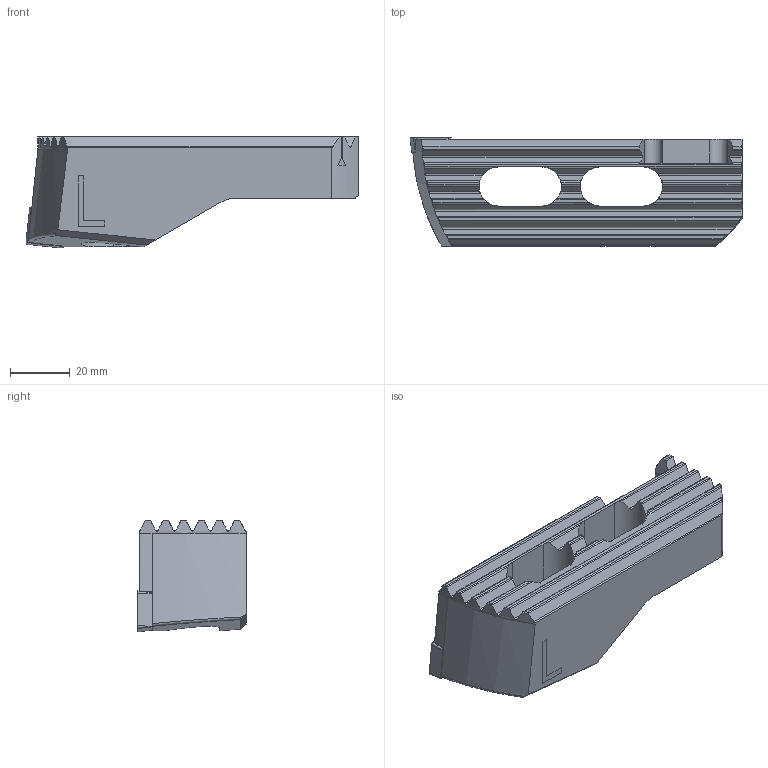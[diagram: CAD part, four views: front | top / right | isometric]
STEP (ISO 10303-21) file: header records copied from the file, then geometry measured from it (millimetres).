
FILE_DESCRIPTION(('no description'),'unknown implementation level');
FILE_NAME('2428468B-0623-406C-BE30-2723A08ED72E_export.stp',' ',('CIMSOURCE GmbH'),('CADClick - KiM GmbH - www.kimweb.de'),'unknown preprocess','ACIS','unknown authorization');
FILE_SCHEMA(('automotive_design'));
Length unit declared in the file: millimetre
Products named in the file (3): 639.182 Kaiser 148-176 SW148 SC12 L|694.150 Kaiser ETL M5 X 13,3 T20 IP 10S;Kreismuster1; 639.182 Kaiser 148-176 SW148 SC12 L|639.182 Kaiser 148-176 SW148 SC12 L;RSS Marke; 639.182 Kaiser 148-176 SW148 SC12 L|654.350 Kaiser SCMT 120408 P20C;Kombinieren1
Bounding box: 111.5 x 36.36 x 37.6 mm (x, y, z)
Volume: 71484.8 mm3; surface area: 20581.8 mm2
Topology: 3 solids, 3 shells, 223 faces, 613 edges, 397 vertices
Faces by surface type: plane 103, cylinder 83, cone 26, torus 8, bspline 3
Entity records: 15388 total; most frequent: CARTESIAN_POINT 2785, STYLED_ITEM 1234, PRESENTATION_STYLE_ASSIGNMENT 1234, COLOUR_RGB 1234, ORIENTED_EDGE 1222, DIRECTION 1209, EDGE_CURVE 611, CURVE_STYLE 611
